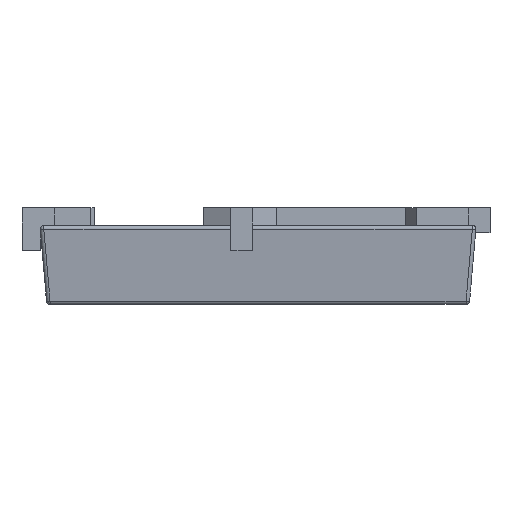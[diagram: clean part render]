
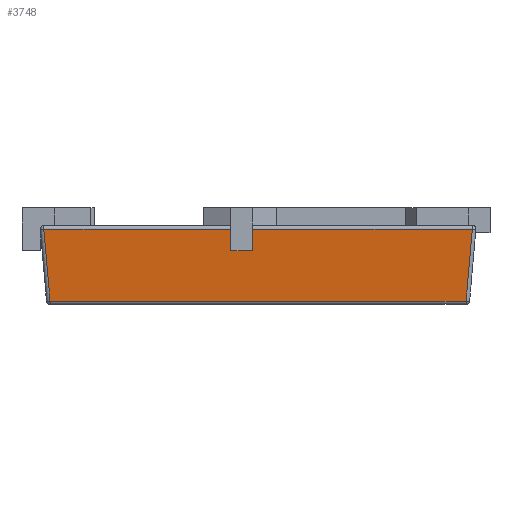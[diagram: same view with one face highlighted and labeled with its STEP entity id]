
A CAD part, left-side view. The second image highlights one B-rep face of the part: STEP entity #3748.
In plain terms, the highlighted planar face has unit normal (-0.996, 0, -0.087).
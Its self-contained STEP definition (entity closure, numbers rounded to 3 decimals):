
#5 = CARTESIAN_POINT ( 'NONE',  ( -2.587, 0.382, 1. ) ) ;
#28 = LINE ( 'NONE', #1099, #2896 ) ;
#135 = CARTESIAN_POINT ( 'NONE',  ( -2.5, 2.901, 0.004 ) ) ;
#169 = FACE_OUTER_BOUND ( 'NONE', #1915, .T. ) ;
#192 = ORIENTED_EDGE ( 'NONE', *, *, #4381, .T. ) ;
#322 = VECTOR ( 'NONE', #1076, 1000. ) ;
#411 = VECTOR ( 'NONE', #2086, 1000. ) ;
#702 = VECTOR ( 'NONE', #975, 1000. ) ;
#731 = CARTESIAN_POINT ( 'NONE',  ( -2.591, 0.382, 1.046 ) ) ;
#732 = ORIENTED_EDGE ( 'NONE', *, *, #1737, .T. ) ;
#868 = DIRECTION ( 'NONE',  ( 0., 1., 0. ) ) ;
#975 = DIRECTION ( 'NONE',  ( -0.087, -0.087, 0.992 ) ) ;
#987 = EDGE_CURVE ( 'NONE', #3245, #3040, #4007, .T. ) ;
#1015 = EDGE_CURVE ( 'NONE', #2935, #4562, #4743, .T. ) ;
#1036 = CARTESIAN_POINT ( 'NONE',  ( -2.504, 2.904, 0.046 ) ) ;
#1076 = DIRECTION ( 'NONE',  ( 0.087, 0., -0.996 ) ) ;
#1099 = CARTESIAN_POINT ( 'NONE',  ( -2.587, 2.95, 1. ) ) ;
#1147 = DIRECTION ( 'NONE',  ( 0., 1., 0. ) ) ;
#1546 = LINE ( 'NONE', #3047, #4301 ) ;
#1563 = VERTEX_POINT ( 'NONE', #1036 ) ;
#1737 = EDGE_CURVE ( 'NONE', #4562, #4475, #4292, .T. ) ;
#1743 = CARTESIAN_POINT ( 'NONE',  ( -2.591, 0.076, 1.046 ) ) ;
#1915 = EDGE_LOOP ( 'NONE', ( #3735, #732, #2958, #1937, #3186, #192, #4111, #2718 ) ) ;
#1937 = ORIENTED_EDGE ( 'NONE', *, *, #3667, .T. ) ;
#1968 = DIRECTION ( 'NONE',  ( -0.087, 0., 0.996 ) ) ;
#2086 = DIRECTION ( 'NONE',  ( 0., 1., 0. ) ) ;
#2359 = AXIS2_PLACEMENT_3D ( 'NONE', #3118, #3141, #1968 ) ;
#2390 = PLANE ( 'NONE',  #2359 ) ;
#2447 = LINE ( 'NONE', #135, #4144 ) ;
#2549 = CARTESIAN_POINT ( 'NONE',  ( -2.591, 2.992, 1.046 ) ) ;
#2718 = ORIENTED_EDGE ( 'NONE', *, *, #4604, .T. ) ;
#2721 = LINE ( 'NONE', #4236, #2807 ) ;
#2807 = VECTOR ( 'NONE', #868, 1000. ) ;
#2896 = VECTOR ( 'NONE', #1147, 1000. ) ;
#2935 = VERTEX_POINT ( 'NONE', #4765 ) ;
#2958 = ORIENTED_EDGE ( 'NONE', *, *, #3939, .F. ) ;
#3040 = VERTEX_POINT ( 'NONE', #5 ) ;
#3047 = CARTESIAN_POINT ( 'NONE',  ( -2.504, 2.95, 0.046 ) ) ;
#3118 = CARTESIAN_POINT ( 'NONE',  ( -2.5, 2.95, 0. ) ) ;
#3141 = DIRECTION ( 'NONE',  ( -0.996, 0., -0.087 ) ) ;
#3186 = ORIENTED_EDGE ( 'NONE', *, *, #987, .F. ) ;
#3245 = VERTEX_POINT ( 'NONE', #731 ) ;
#3247 = CARTESIAN_POINT ( 'NONE',  ( -2.5, 0.382, 0. ) ) ;
#3264 = LINE ( 'NONE', #4312, #4374 ) ;
#3392 = DIRECTION ( 'NONE',  ( 0., -1., 0. ) ) ;
#3667 = EDGE_CURVE ( 'NONE', #4588, #3040, #28, .T. ) ;
#3735 = ORIENTED_EDGE ( 'NONE', *, *, #1015, .T. ) ;
#3748 = ADVANCED_FACE ( 'NONE', ( #169 ), #2390, .T. ) ;
#3939 = EDGE_CURVE ( 'NONE', #4588, #4475, #3264, .T. ) ;
#3943 = DIRECTION ( 'NONE',  ( 0.087, -0.087, -0.992 ) ) ;
#3964 = CARTESIAN_POINT ( 'NONE',  ( -2.591, 0.076, 1.046 ) ) ;
#4007 = LINE ( 'NONE', #3247, #322 ) ;
#4054 = CARTESIAN_POINT ( 'NONE',  ( -2.456, -2.856, -0.504 ) ) ;
#4111 = ORIENTED_EDGE ( 'NONE', *, *, #4444, .T. ) ;
#4144 = VECTOR ( 'NONE', #3943, 1000. ) ;
#4236 = CARTESIAN_POINT ( 'NONE',  ( -2.591, 3.046, 1.046 ) ) ;
#4283 = VERTEX_POINT ( 'NONE', #2549 ) ;
#4292 = LINE ( 'NONE', #1743, #411 ) ;
#4301 = VECTOR ( 'NONE', #3392, 1000. ) ;
#4312 = CARTESIAN_POINT ( 'NONE',  ( -2.5, 0.076, 0. ) ) ;
#4374 = VECTOR ( 'NONE', #4419, 1000. ) ;
#4377 = CARTESIAN_POINT ( 'NONE',  ( -2.587, 0.076, 1. ) ) ;
#4381 = EDGE_CURVE ( 'NONE', #3245, #4283, #2721, .T. ) ;
#4419 = DIRECTION ( 'NONE',  ( -0.087, 0., 0.996 ) ) ;
#4444 = EDGE_CURVE ( 'NONE', #4283, #1563, #2447, .T. ) ;
#4475 = VERTEX_POINT ( 'NONE', #3964 ) ;
#4496 = CARTESIAN_POINT ( 'NONE',  ( -2.591, -2.992, 1.046 ) ) ;
#4562 = VERTEX_POINT ( 'NONE', #4496 ) ;
#4588 = VERTEX_POINT ( 'NONE', #4377 ) ;
#4604 = EDGE_CURVE ( 'NONE', #1563, #2935, #1546, .T. ) ;
#4743 = LINE ( 'NONE', #4054, #702 ) ;
#4765 = CARTESIAN_POINT ( 'NONE',  ( -2.504, -2.904, 0.046 ) ) ;
